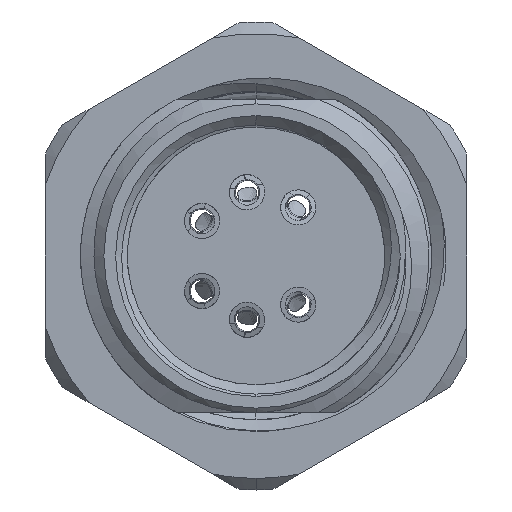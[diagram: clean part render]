
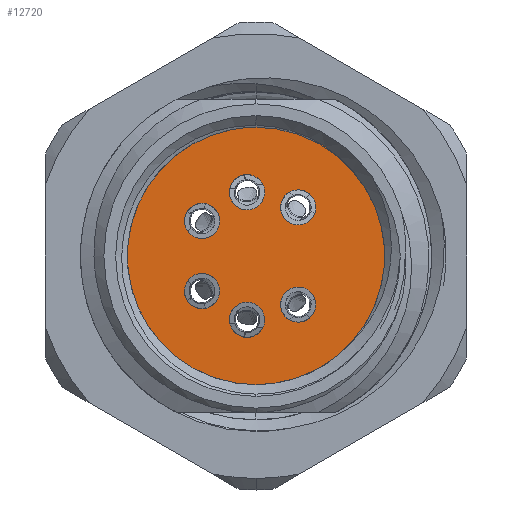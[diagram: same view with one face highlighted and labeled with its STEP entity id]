
A CAD part, left-side view. The second image highlights one B-rep face of the part: STEP entity #12720.
In plain terms, the highlighted face is planar.
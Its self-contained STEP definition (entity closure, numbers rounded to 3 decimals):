
#32 = ORIENTED_EDGE ( 'NONE', *, *, #9035, .T. ) ;
#102 = FACE_BOUND ( 'NONE', #6008, .T. ) ;
#220 = VERTEX_POINT ( 'NONE', #10760 ) ;
#350 = CIRCLE ( 'NONE', #2366, 0.75 ) ;
#368 = AXIS2_PLACEMENT_3D ( 'NONE', #10532, #7154, #3971 ) ;
#370 = CARTESIAN_POINT ( 'NONE',  ( 9.25, -1.804, 2.825 ) ) ;
#532 = DIRECTION ( 'NONE',  ( 0., 0., 1. ) ) ;
#567 = EDGE_CURVE ( 'NONE', #4203, #13187, #5407, .T. ) ;
#584 = DIRECTION ( 'NONE',  ( 0., 0., -1. ) ) ;
#838 = CARTESIAN_POINT ( 'NONE',  ( 9.25, -1.804, 2.075 ) ) ;
#943 = AXIS2_PLACEMENT_3D ( 'NONE', #12611, #11489, #3859 ) ;
#1650 = VERTEX_POINT ( 'NONE', #6573 ) ;
#1780 = CIRCLE ( 'NONE', #9231, 6. ) ;
#1918 = DIRECTION ( 'NONE',  ( 0., 0., 1. ) ) ;
#2074 = EDGE_LOOP ( 'NONE', ( #6834, #13258 ) ) ;
#2126 = AXIS2_PLACEMENT_3D ( 'NONE', #13705, #11725, #1918 ) ;
#2366 = AXIS2_PLACEMENT_3D ( 'NONE', #7867, #2698, #584 ) ;
#2433 = CARTESIAN_POINT ( 'NONE',  ( 9.25, 2.306, 0.748 ) ) ;
#2698 = DIRECTION ( 'NONE',  ( 1., 0., 0. ) ) ;
#2775 = EDGE_CURVE ( 'NONE', #13187, #4203, #13180, .T. ) ;
#2897 = EDGE_LOOP ( 'NONE', ( #4814, #7270 ) ) ;
#2927 = DIRECTION ( 'NONE',  ( 0., 0., 1. ) ) ;
#2939 = ORIENTED_EDGE ( 'NONE', *, *, #5903, .F. ) ;
#3142 = ORIENTED_EDGE ( 'NONE', *, *, #13312, .T. ) ;
#3156 = CARTESIAN_POINT ( 'NONE',  ( 9.25, 0., -6. ) ) ;
#3259 = AXIS2_PLACEMENT_3D ( 'NONE', #838, #13886, #11703 ) ;
#3366 = AXIS2_PLACEMENT_3D ( 'NONE', #9220, #11464, #5113 ) ;
#3468 = DIRECTION ( 'NONE',  ( 0., 0., -1. ) ) ;
#3505 = CIRCLE ( 'NONE', #12058, 0.75 ) ;
#3506 = CIRCLE ( 'NONE', #8692, 0.75 ) ;
#3763 = DIRECTION ( 'NONE',  ( 0., 0., -1. ) ) ;
#3837 = DIRECTION ( 'NONE',  ( 0., 0., -1. ) ) ;
#3859 = DIRECTION ( 'NONE',  ( 0., 0., -1. ) ) ;
#3971 = DIRECTION ( 'NONE',  ( 0., 0., 1. ) ) ;
#4203 = VERTEX_POINT ( 'NONE', #11292 ) ;
#4273 = FACE_BOUND ( 'NONE', #5860, .T. ) ;
#4814 = ORIENTED_EDGE ( 'NONE', *, *, #5296, .T. ) ;
#4981 = CARTESIAN_POINT ( 'NONE',  ( 9.25, -1.804, -2.075 ) ) ;
#5113 = DIRECTION ( 'NONE',  ( 0., 0., -1. ) ) ;
#5187 = CARTESIAN_POINT ( 'NONE',  ( 9.25, 0.383, -3.473 ) ) ;
#5296 = EDGE_CURVE ( 'NONE', #10698, #220, #7326, .T. ) ;
#5407 = CIRCLE ( 'NONE', #943, 0.75 ) ;
#5507 = AXIS2_PLACEMENT_3D ( 'NONE', #10364, #10097, #13615 ) ;
#5544 = EDGE_LOOP ( 'NONE', ( #7850, #7529 ) ) ;
#5607 = ORIENTED_EDGE ( 'NONE', *, *, #11512, .F. ) ;
#5644 = CARTESIAN_POINT ( 'NONE',  ( 9.25, 0.383, -2.723 ) ) ;
#5723 = EDGE_CURVE ( 'NONE', #12764, #12809, #10933, .T. ) ;
#5810 = CARTESIAN_POINT ( 'NONE',  ( 9.25, 0., 0. ) ) ;
#5860 = EDGE_LOOP ( 'NONE', ( #6031, #10650 ) ) ;
#5903 = EDGE_CURVE ( 'NONE', #7830, #9000, #3506, .T. ) ;
#6008 = EDGE_LOOP ( 'NONE', ( #5607, #2939 ) ) ;
#6031 = ORIENTED_EDGE ( 'NONE', *, *, #13436, .T. ) ;
#6043 = AXIS2_PLACEMENT_3D ( 'NONE', #11890, #7666, #11962 ) ;
#6449 = FACE_BOUND ( 'NONE', #9068, .T. ) ;
#6573 = CARTESIAN_POINT ( 'NONE',  ( 9.25, -1.804, 1.325 ) ) ;
#6640 = CIRCLE ( 'NONE', #3259, 0.75 ) ;
#6666 = CARTESIAN_POINT ( 'NONE',  ( 9.25, 2.306, -2.248 ) ) ;
#6776 = VERTEX_POINT ( 'NONE', #2433 ) ;
#6834 = ORIENTED_EDGE ( 'NONE', *, *, #13239, .F. ) ;
#6906 = CARTESIAN_POINT ( 'NONE',  ( 9.25, 2.306, -0.748 ) ) ;
#7088 = AXIS2_PLACEMENT_3D ( 'NONE', #9042, #10208, #532 ) ;
#7102 = AXIS2_PLACEMENT_3D ( 'NONE', #4981, #12521, #8442 ) ;
#7154 = DIRECTION ( 'NONE',  ( -1., 0., 0. ) ) ;
#7203 = AXIS2_PLACEMENT_3D ( 'NONE', #12827, #10569, #7328 ) ;
#7270 = ORIENTED_EDGE ( 'NONE', *, *, #10831, .T. ) ;
#7326 = CIRCLE ( 'NONE', #12062, 6. ) ;
#7328 = DIRECTION ( 'NONE',  ( 0., 0., 1. ) ) ;
#7508 = VERTEX_POINT ( 'NONE', #12438 ) ;
#7529 = ORIENTED_EDGE ( 'NONE', *, *, #2775, .F. ) ;
#7547 = EDGE_CURVE ( 'NONE', #7508, #6776, #11867, .T. ) ;
#7666 = DIRECTION ( 'NONE',  ( -1., 0., 0. ) ) ;
#7678 = ORIENTED_EDGE ( 'NONE', *, *, #5723, .T. ) ;
#7739 = FACE_BOUND ( 'NONE', #5544, .T. ) ;
#7771 = EDGE_LOOP ( 'NONE', ( #11481, #3142 ) ) ;
#7830 = VERTEX_POINT ( 'NONE', #12402 ) ;
#7850 = ORIENTED_EDGE ( 'NONE', *, *, #567, .F. ) ;
#7867 = CARTESIAN_POINT ( 'NONE',  ( 9.25, 2.306, -1.498 ) ) ;
#7874 = CARTESIAN_POINT ( 'NONE',  ( 9.25, 0.383, 3.473 ) ) ;
#8385 = VERTEX_POINT ( 'NONE', #370 ) ;
#8442 = DIRECTION ( 'NONE',  ( 0., 0., -1. ) ) ;
#8517 = DIRECTION ( 'NONE',  ( -1., 0., 0. ) ) ;
#8680 = CIRCLE ( 'NONE', #7088, 0.75 ) ;
#8692 = AXIS2_PLACEMENT_3D ( 'NONE', #5644, #9958, #3468 ) ;
#8738 = FACE_BOUND ( 'NONE', #7771, .T. ) ;
#9000 = VERTEX_POINT ( 'NONE', #5187 ) ;
#9035 = EDGE_CURVE ( 'NONE', #12809, #12764, #3505, .T. ) ;
#9042 = CARTESIAN_POINT ( 'NONE',  ( 9.25, 2.306, 1.498 ) ) ;
#9068 = EDGE_LOOP ( 'NONE', ( #7678, #32 ) ) ;
#9142 = DIRECTION ( 'NONE',  ( 1., 0., 0. ) ) ;
#9220 = CARTESIAN_POINT ( 'NONE',  ( 9.25, 0.383, -2.723 ) ) ;
#9231 = AXIS2_PLACEMENT_3D ( 'NONE', #13509, #13649, #3837 ) ;
#9381 = EDGE_CURVE ( 'NONE', #13369, #13582, #350, .T. ) ;
#9678 = CIRCLE ( 'NONE', #7203, 0.75 ) ;
#9708 = FACE_BOUND ( 'NONE', #2074, .T. ) ;
#9958 = DIRECTION ( 'NONE',  ( 1., 0., 0. ) ) ;
#10097 = DIRECTION ( 'NONE',  ( 1., 0., 0. ) ) ;
#10208 = DIRECTION ( 'NONE',  ( -1., 0., 0. ) ) ;
#10224 = CARTESIAN_POINT ( 'NONE',  ( 9.25, -1.804, -1.325 ) ) ;
#10364 = CARTESIAN_POINT ( 'NONE',  ( 9.25, 2.306, -1.498 ) ) ;
#10532 = CARTESIAN_POINT ( 'NONE',  ( 9.25, 2.306, 1.498 ) ) ;
#10569 = DIRECTION ( 'NONE',  ( -1., 0., 0. ) ) ;
#10650 = ORIENTED_EDGE ( 'NONE', *, *, #7547, .T. ) ;
#10698 = VERTEX_POINT ( 'NONE', #3156 ) ;
#10760 = CARTESIAN_POINT ( 'NONE',  ( 9.25, 0., 6. ) ) ;
#10831 = EDGE_CURVE ( 'NONE', #220, #10698, #1780, .T. ) ;
#10933 = CIRCLE ( 'NONE', #2126, 0.75 ) ;
#11292 = CARTESIAN_POINT ( 'NONE',  ( 9.25, -1.804, -2.825 ) ) ;
#11464 = DIRECTION ( 'NONE',  ( 1., 0., 0. ) ) ;
#11481 = ORIENTED_EDGE ( 'NONE', *, *, #12068, .T. ) ;
#11489 = DIRECTION ( 'NONE',  ( 1., 0., 0. ) ) ;
#11512 = EDGE_CURVE ( 'NONE', #9000, #7830, #11697, .T. ) ;
#11697 = CIRCLE ( 'NONE', #3366, 0.75 ) ;
#11703 = DIRECTION ( 'NONE',  ( 0., 0., 1. ) ) ;
#11725 = DIRECTION ( 'NONE',  ( -1., 0., 0. ) ) ;
#11867 = CIRCLE ( 'NONE', #368, 0.75 ) ;
#11890 = CARTESIAN_POINT ( 'NONE',  ( 9.25, 4.6, 0. ) ) ;
#11962 = DIRECTION ( 'NONE',  ( 0., 0., 1. ) ) ;
#12030 = FACE_OUTER_BOUND ( 'NONE', #2897, .T. ) ;
#12058 = AXIS2_PLACEMENT_3D ( 'NONE', #13864, #8517, #2927 ) ;
#12062 = AXIS2_PLACEMENT_3D ( 'NONE', #5810, #9142, #3763 ) ;
#12068 = EDGE_CURVE ( 'NONE', #1650, #8385, #9678, .T. ) ;
#12402 = CARTESIAN_POINT ( 'NONE',  ( 9.25, 0.383, -1.973 ) ) ;
#12438 = CARTESIAN_POINT ( 'NONE',  ( 9.25, 2.306, 2.248 ) ) ;
#12521 = DIRECTION ( 'NONE',  ( 1., 0., 0. ) ) ;
#12611 = CARTESIAN_POINT ( 'NONE',  ( 9.25, -1.804, -2.075 ) ) ;
#12720 = ADVANCED_FACE ( 'NONE', ( #6449, #7739, #102, #9708, #8738, #4273, #12030 ), #12939, .F. ) ;
#12723 = CIRCLE ( 'NONE', #5507, 0.75 ) ;
#12764 = VERTEX_POINT ( 'NONE', #12880 ) ;
#12809 = VERTEX_POINT ( 'NONE', #7874 ) ;
#12827 = CARTESIAN_POINT ( 'NONE',  ( 9.25, -1.804, 2.075 ) ) ;
#12880 = CARTESIAN_POINT ( 'NONE',  ( 9.25, 0.383, 1.973 ) ) ;
#12939 = PLANE ( 'NONE',  #6043 ) ;
#13180 = CIRCLE ( 'NONE', #7102, 0.75 ) ;
#13187 = VERTEX_POINT ( 'NONE', #10224 ) ;
#13239 = EDGE_CURVE ( 'NONE', #13582, #13369, #12723, .T. ) ;
#13258 = ORIENTED_EDGE ( 'NONE', *, *, #9381, .F. ) ;
#13312 = EDGE_CURVE ( 'NONE', #8385, #1650, #6640, .T. ) ;
#13369 = VERTEX_POINT ( 'NONE', #6906 ) ;
#13436 = EDGE_CURVE ( 'NONE', #6776, #7508, #8680, .T. ) ;
#13509 = CARTESIAN_POINT ( 'NONE',  ( 9.25, 0., 0. ) ) ;
#13582 = VERTEX_POINT ( 'NONE', #6666 ) ;
#13615 = DIRECTION ( 'NONE',  ( 0., 0., -1. ) ) ;
#13649 = DIRECTION ( 'NONE',  ( 1., 0., 0. ) ) ;
#13705 = CARTESIAN_POINT ( 'NONE',  ( 9.25, 0.383, 2.723 ) ) ;
#13864 = CARTESIAN_POINT ( 'NONE',  ( 9.25, 0.383, 2.723 ) ) ;
#13886 = DIRECTION ( 'NONE',  ( -1., 0., 0. ) ) ;
